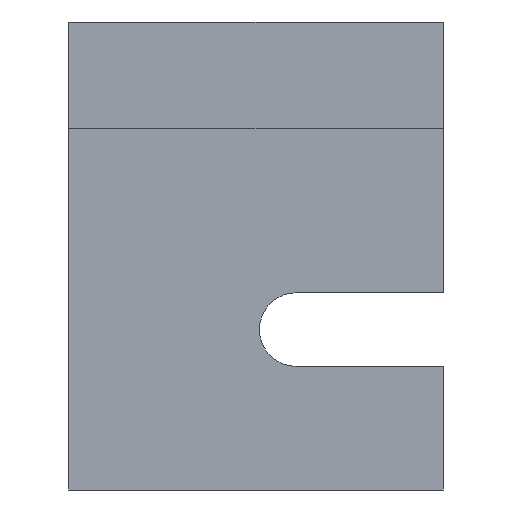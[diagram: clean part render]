
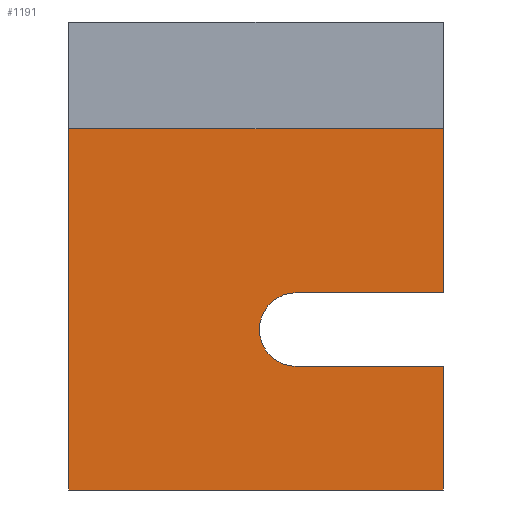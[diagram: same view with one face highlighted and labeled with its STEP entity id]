
A CAD part, front view. The second image highlights one B-rep face of the part: STEP entity #1191.
In plain terms, the highlighted planar face has unit normal (0, -1, 0).
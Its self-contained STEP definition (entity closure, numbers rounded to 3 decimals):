
#900=CARTESIAN_POINT('Vertex',(14.,0.,-20.)) ;
#903=CARTESIAN_POINT('Line Origine',(14.,0.,-6.5)) ;
#907=CARTESIAN_POINT('Vertex',(14.,0.,7.)) ;
#974=CARTESIAN_POINT('Vertex',(42.,0.,-20.)) ;
#977=CARTESIAN_POINT('Line Origine',(28.,0.,-20.)) ;
#995=CARTESIAN_POINT('Line Origine',(28.,0.,7.)) ;
#999=CARTESIAN_POINT('Vertex',(42.,0.,7.)) ;
#1143=CARTESIAN_POINT('Axis2P3D Location',(42.,0.,-20.)) ;
#1148=CARTESIAN_POINT('Line Origine',(42.,0.,0.875)) ;
#1152=CARTESIAN_POINT('Vertex',(42.,0.,-5.25)) ;
#1155=CARTESIAN_POINT('Line Origine',(42.,0.,-15.375)) ;
#1159=CARTESIAN_POINT('Vertex',(42.,0.,-10.75)) ;
#1162=CARTESIAN_POINT('Line Origine',(36.5,0.,-10.75)) ;
#1166=CARTESIAN_POINT('Vertex',(31.,0.,-10.75)) ;
#1169=CARTESIAN_POINT('Axis2P3D Location',(31.,0.,-8.)) ;
#1173=CARTESIAN_POINT('Vertex',(31.,0.,-5.25)) ;
#1176=CARTESIAN_POINT('Line Origine',(36.5,0.,-5.25)) ;
#904=DIRECTION('Vector Direction',(0.,0.,1.)) ;
#978=DIRECTION('Vector Direction',(-1.,0.,0.)) ;
#996=DIRECTION('Vector Direction',(1.,0.,0.)) ;
#1144=DIRECTION('Axis2P3D Direction',(0.,-1.,0.)) ;
#1145=DIRECTION('Axis2P3D XDirection',(0.,0.,1.)) ;
#1149=DIRECTION('Vector Direction',(0.,0.,1.)) ;
#1156=DIRECTION('Vector Direction',(0.,0.,1.)) ;
#1163=DIRECTION('Vector Direction',(-1.,0.,0.)) ;
#1170=DIRECTION('Axis2P3D Direction',(0.,-1.,0.)) ;
#1177=DIRECTION('Vector Direction',(-1.,0.,0.)) ;
#1146=AXIS2_PLACEMENT_3D('Plane Axis2P3D',#1143,#1144,#1145) ;
#1171=AXIS2_PLACEMENT_3D('Circle Axis2P3D',#1169,#1170,$) ;
#1182=ORIENTED_EDGE('',*,*,#1154,.T.) ;
#1183=ORIENTED_EDGE('',*,*,#1001,.F.) ;
#1184=ORIENTED_EDGE('',*,*,#909,.F.) ;
#1185=ORIENTED_EDGE('',*,*,#981,.F.) ;
#1186=ORIENTED_EDGE('',*,*,#1161,.T.) ;
#1187=ORIENTED_EDGE('',*,*,#1168,.T.) ;
#1188=ORIENTED_EDGE('',*,*,#1175,.F.) ;
#1189=ORIENTED_EDGE('',*,*,#1180,.F.) ;
#905=VECTOR('Line Direction',#904,1.) ;
#979=VECTOR('Line Direction',#978,1.) ;
#997=VECTOR('Line Direction',#996,1.) ;
#1150=VECTOR('Line Direction',#1149,1.) ;
#1157=VECTOR('Line Direction',#1156,1.) ;
#1164=VECTOR('Line Direction',#1163,1.) ;
#1178=VECTOR('Line Direction',#1177,1.) ;
#1191=ADVANCED_FACE('Corps principal',(#1190),#1147,.T.) ;
#1172=CIRCLE('generated circle',#1171,2.75) ;
#909=EDGE_CURVE('',#901,#908,#906,.T.) ;
#981=EDGE_CURVE('',#975,#901,#980,.T.) ;
#1001=EDGE_CURVE('',#908,#1000,#998,.T.) ;
#1154=EDGE_CURVE('',#1153,#1000,#1151,.T.) ;
#1161=EDGE_CURVE('',#975,#1160,#1158,.T.) ;
#1168=EDGE_CURVE('',#1160,#1167,#1165,.T.) ;
#1175=EDGE_CURVE('',#1174,#1167,#1172,.T.) ;
#1180=EDGE_CURVE('',#1153,#1174,#1179,.T.) ;
#1181=EDGE_LOOP('',(#1182,#1183,#1184,#1185,#1186,#1187,#1188,#1189)) ;
#1190=FACE_OUTER_BOUND('',#1181,.T.) ;
#906=LINE('Line',#903,#905) ;
#980=LINE('Line',#977,#979) ;
#998=LINE('Line',#995,#997) ;
#1151=LINE('Line',#1148,#1150) ;
#1158=LINE('Line',#1155,#1157) ;
#1165=LINE('Line',#1162,#1164) ;
#1179=LINE('Line',#1176,#1178) ;
#1147=PLANE('',#1146) ;
#901=VERTEX_POINT('',#900) ;
#908=VERTEX_POINT('',#907) ;
#975=VERTEX_POINT('',#974) ;
#1000=VERTEX_POINT('',#999) ;
#1153=VERTEX_POINT('',#1152) ;
#1160=VERTEX_POINT('',#1159) ;
#1167=VERTEX_POINT('',#1166) ;
#1174=VERTEX_POINT('',#1173) ;
